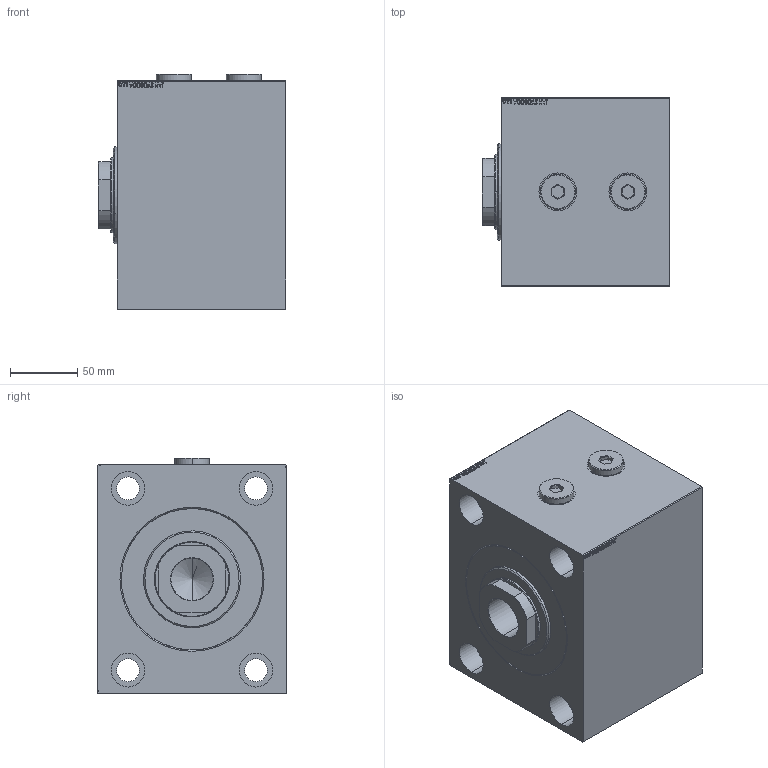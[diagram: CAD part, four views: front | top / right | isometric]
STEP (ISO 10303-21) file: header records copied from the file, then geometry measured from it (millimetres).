
FILE_DESCRIPTION (( 'STEP AP203' ), '1' );
FILE_NAME ('a76d.STEP', '2024-02-12T02:45:41', ( '' ), ( '' ), 'SwSTEP 2.0', 'SolidWorks 2019', '' );
FILE_SCHEMA (( 'CONFIG_CONTROL_DESIGN' ));
Length unit declared in the file: millimetre
Products named in the file (5): Zatka_OIL_PORT 79d6db70f67d63c3d8a9c42dba59bc5a; a76d; V450CM_C_VCP 79d6db70f67d63c3d8a9c42dba59bc5a; V450CM_C_Body 79d6db70f67d63c3d8a9c42dba59bc5a; V450CM_VC_B 79d6db70f67d63c3d8a9c42dba59bc5a
Assembly tree (5 placements, depth 2):
  a76d
    V450CM_C_Body 79d6db70f67d63c3d8a9c42dba59bc5a
    V450CM_C_VCP 79d6db70f67d63c3d8a9c42dba59bc5a
    V450CM_VC_B 79d6db70f67d63c3d8a9c42dba59bc5a
    Zatka_OIL_PORT 79d6db70f67d63c3d8a9c42dba59bc5a  x2
Bounding box: 139 x 140 x 174.9 mm (x, y, z)
Volume: 2752398.2 mm3; surface area: 238426.5 mm2
Topology: 5 solids, 5 shells, 914 faces, 2320 edges, 1533 vertices
Faces by surface type: plane 442, bspline 380, cylinder 74, cone 18
Entity records: 45073 total; most frequent: CARTESIAN_POINT 25322, ORIENTED_EDGE 4556, DIRECTION 2710, EDGE_CURVE 2278, VERTEX_POINT 1509, VECTOR 1348, LINE 1348, EDGE_LOOP 1029
